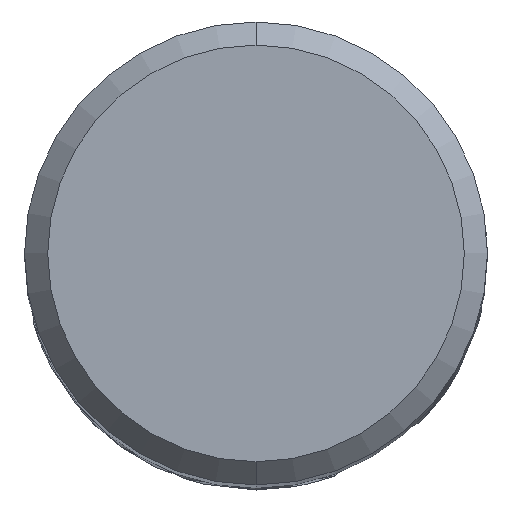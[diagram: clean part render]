
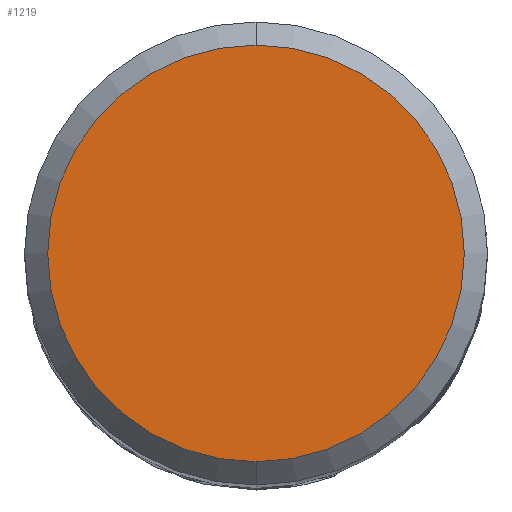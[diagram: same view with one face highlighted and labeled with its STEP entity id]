
A CAD part, top view. The second image highlights one B-rep face of the part: STEP entity #1219.
In plain terms, the highlighted planar face has unit normal (0, 0, 1).
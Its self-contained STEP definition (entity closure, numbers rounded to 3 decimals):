
#643=EDGE_CURVE('',#1387,#747,#1683,.T.);
#747=VERTEX_POINT('',#1798);
#1185=EDGE_CURVE('',#747,#1387,#2266,.T.);
#1219=ADVANCED_FACE('',(#2306),#2307,.T.);
#1387=VERTEX_POINT('',#2497);
#1683=CIRCLE('',#3202,5.4);
#1798=CARTESIAN_POINT('',(0.,-5.4,0.0));
#2266=CIRCLE('',#5687,5.4);
#2306=FACE_OUTER_BOUND('',#6098,.T.);
#2307=PLANE('',#6099);
#2497=CARTESIAN_POINT('',(0.0,5.4,0.0));
#3202=AXIS2_PLACEMENT_3D('',#7947,#7948,#7949);
#5687=AXIS2_PLACEMENT_3D('',#8499,#8500,#8501);
#6098=EDGE_LOOP('',(#8572,#8573));
#6099=AXIS2_PLACEMENT_3D('',#8574,#8575,#8576);
#7947=CARTESIAN_POINT('',(0.0,0.0,0.0));
#7948=DIRECTION('',(0.0,0.0,-1.0));
#7949=DIRECTION('',(0.0,1.0,0.0));
#8499=CARTESIAN_POINT('',(0.0,0.0,0.0));
#8500=DIRECTION('',(0.0,0.0,-1.0));
#8501=DIRECTION('',(0.0,1.0,0.0));
#8572=ORIENTED_EDGE('',*,*,#643,.F.);
#8573=ORIENTED_EDGE('',*,*,#1185,.F.);
#8574=CARTESIAN_POINT('',(0.0,2.7,0.0));
#8575=DIRECTION('',(-0.0,0.0,1.0));
#8576=DIRECTION('',(0.0,-1.0,0.0));
